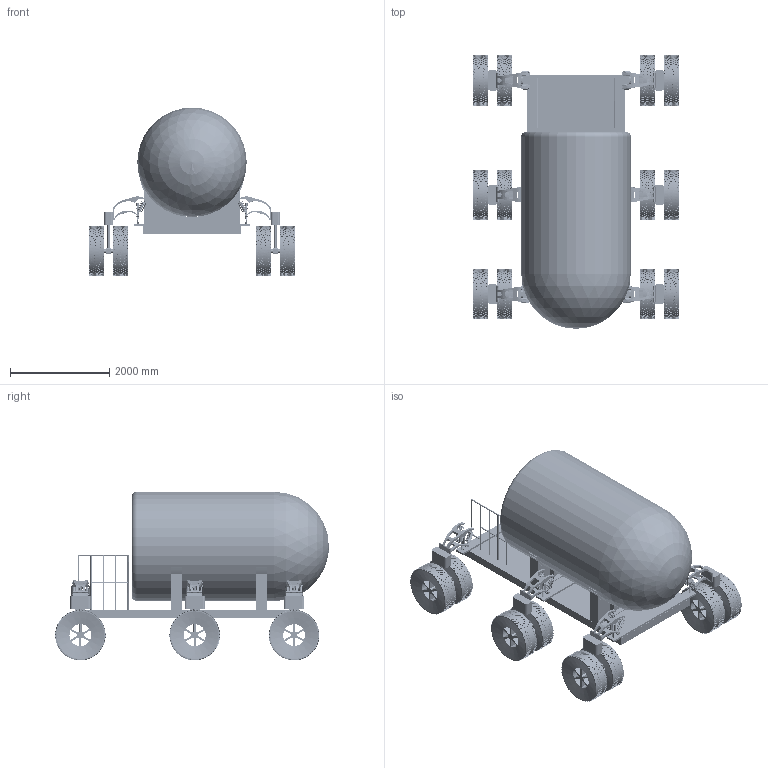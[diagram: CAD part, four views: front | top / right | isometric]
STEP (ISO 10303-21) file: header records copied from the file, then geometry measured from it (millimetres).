
FILE_DESCRIPTION(/* description */ ('STEP AP242','CAx-IF Rec.Pracs.---Representation and Presentation of Product Manufacturing Information (PMI)---4.0---2014-10-13','CAx-IF Rec.Pracs.---3D Tessellated Geometry---0.4---2014-09-14','2;1'),/* implementation_level */ '2;1');
FILE_NAME(/* name */ '648c8bc4378fc238964845eb',/* time_stamp */ '2023-06-16T16:20:23Z',/* author */ (''),/* organization */ (''),/* preprocessor_version */ 'ST-DEVELOPER v19.4',/* originating_system */ ' ',/* authorisation */ ' ');
FILE_SCHEMA (('AP242_MANAGED_MODEL_BASED_3D_ENGINEERING_MIM_LF { 1 0 10303 442 1 1 4 }'));
Length unit declared in the file: metre
Products named in the file (51): Assembly 1; Chassis Weldments; Suspension Plate; id18; id23; id28; id33; id38; id43; id48; id53; id58; id63; id68; id73; id78; Cover; Assembly 1 <1>; Part 2; Part 11; Part 8; Part 7; Part 5; Part 3; Part 10; Part 6; Part 4; Part 12; Part 13; Assembly 1 <6>; Assembly Vessel <1>; Part 1; Assembly 1 <5>; Assembly 1 <4>; Assembly 1 <2>; Assembly 1 <3>
Assembly tree (125 placements, depth 3):
  Assembly 1
    Chassis Weldments
    Suspension Plate  x3
    id18
    id23
    id28
    id33
    id38
    id43
    id48
    id53
    id58
    id63
    id68
    id73
    id78
    id18
    id23
    id28
    id33
    id38
    id43
    id48
    id53
    id58
    id63
    id68
    id73
    id78
    Cover
    Assembly 1 <1>
      Part 2
      Part 11
      Part 8
      Part 7  x2
      Part 2  x2
      Part 5
      Part 3
      Part 10
      Part 6
      Part 4
      Part 12
      Part 13
    Assembly 1 <6>
      Part 2
      Part 11
      Part 7  x2
      Part 6
      Part 13
      Part 8
      Part 5
      Part 2  x2
      Part 12
      Part 4
      Part 3
      Part 10
    Assembly Vessel <1>
      Part 1  x2
      Part 1
    Assembly 1 <5>
Bounding box: 4134.58 x 5507.81 x 3395.16 mm (x, y, z)
Volume: 2997350572.9 mm3; surface area: 191170168.2 mm2
Topology: 118 solids, 120 shells, 12162 faces, 35024 edges, 23092 vertices
Faces by surface type: plane 6508, cylinder 4996, cone 408, bspline 246, sphere 2, torus 2
Full cylindrical faces by diameter (mm): 15 x24, 20.93 x26, 26.67 x26, 28.5 x12, 33.571 x6, 41.82 x36, 41.848 x36, 44.94 x6, 50.534 x12, 72 x24, 99.21 x24, 452.225 x24, 2170 x1, 2200 x1
Entity records: 53511 total; most frequent: CARTESIAN_POINT 15482, DIRECTION 7675, ORIENTED_EDGE 7554, EDGE_CURVE 3777, AXIS2_PLACEMENT_3D 2806, VERTEX_POINT 2562, LINE 2063, VECTOR 2063
